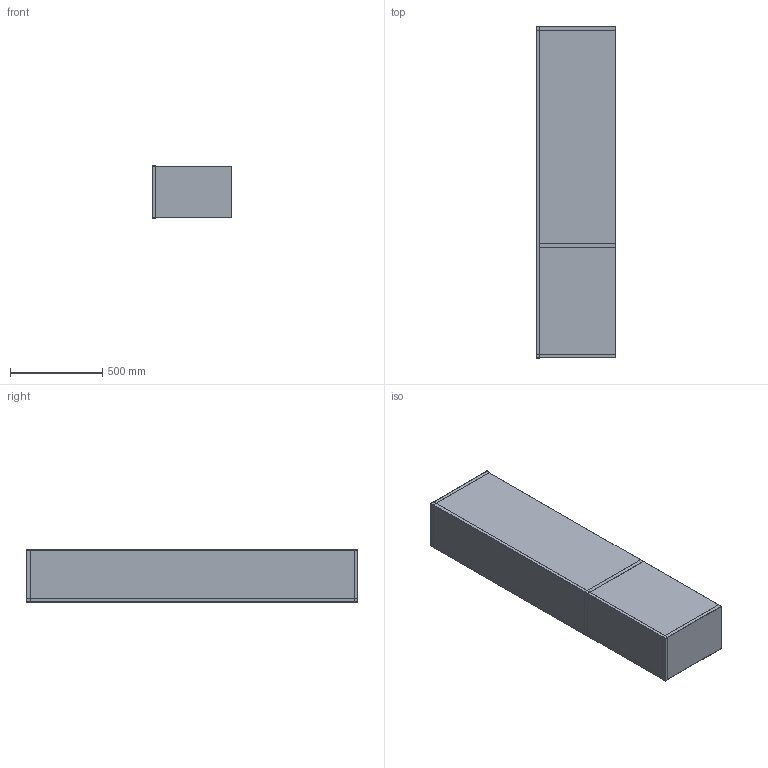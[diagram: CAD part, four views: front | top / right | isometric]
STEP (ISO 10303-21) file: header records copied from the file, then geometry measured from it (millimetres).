
FILE_DESCRIPTION(/* description */ (''),/* implementation_level */ '2;1');
FILE_NAME(/* name */ 'locker.stp',/* time_stamp */ '2023-11-22T10:40:16-05:00',/* author */ ('Daniel'),/* organization */ (''),/* preprocessor_version */ 'ST-DEVELOPER v19',/* originating_system */ 'Autodesk Inventor 2023',/* authorisation */ '');
FILE_SCHEMA (('AUTOMOTIVE_DESIGN { 1 0 10303 214 3 1 1 }'));
Length unit declared in the file: millimetre
Products named in the file (6): locker; tapaext; espaldar; lateral doblado; lateralsindoblar; tapnaint
Assembly tree (6 placements, depth 2):
  locker
    tapaext  x2
    espaldar
    lateral doblado
    lateralsindoblar
    tapnaint
Bounding box: 433.08 x 1801.96 x 282.96 mm (x, y, z)
Volume: 1439168.4 mm3; surface area: 5243293.7 mm2
Topology: 6 solids, 6 shells, 300 faces, 744 edges, 456 vertices
Faces by surface type: plane 266, cylinder 34
Entity records: 6838 total; most frequent: CARTESIAN_POINT 1158, ORIENTED_EDGE 1136, DIRECTION 1116, EDGE_CURVE 568, LINE 504, VECTOR 504, VERTEX_POINT 348, AXIS2_PLACEMENT_3D 306
